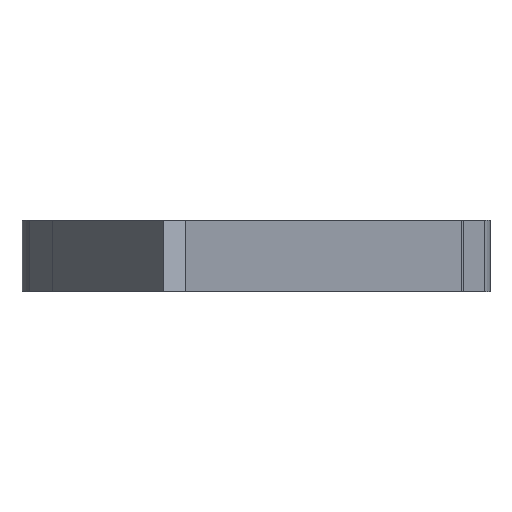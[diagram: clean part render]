
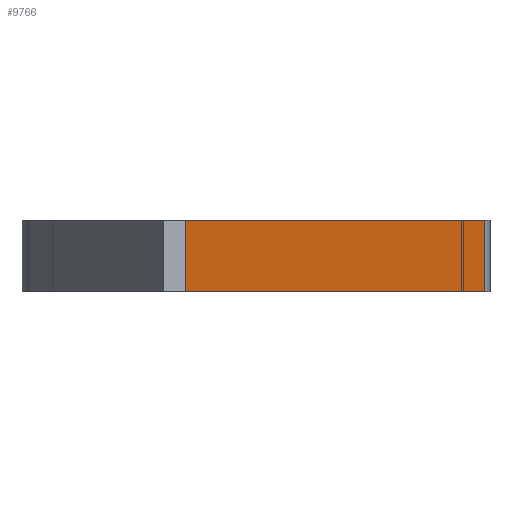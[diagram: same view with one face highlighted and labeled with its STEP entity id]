
A CAD part, left-side view. The second image highlights one B-rep face of the part: STEP entity #9766.
In plain terms, the highlighted planar face has unit normal (-0.535, -0.845, 0).
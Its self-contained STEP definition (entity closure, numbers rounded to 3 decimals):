
#90 = CARTESIAN_POINT ( 'NONE',  ( -1597.324, 45.723, 8. ) ) ;
#258 = VECTOR ( 'NONE', #14582, 1000. ) ;
#821 = PLANE ( 'NONE',  #15444 ) ;
#834 = VERTEX_POINT ( 'NONE', #14070 ) ;
#1061 = EDGE_LOOP ( 'NONE', ( #9086, #1854, #2132, #2713 ) ) ;
#1360 = VECTOR ( 'NONE', #11638, 1000. ) ;
#1606 = EDGE_CURVE ( 'NONE', #7841, #834, #8549, .T. ) ;
#1854 = ORIENTED_EDGE ( 'NONE', *, *, #10565, .F. ) ;
#2132 = ORIENTED_EDGE ( 'NONE', *, *, #1606, .F. ) ;
#2646 = CARTESIAN_POINT ( 'NONE',  ( -1597.324, 45.723, 8. ) ) ;
#2713 = ORIENTED_EDGE ( 'NONE', *, *, #14236, .T. ) ;
#3453 = LINE ( 'NONE', #13405, #258 ) ;
#4547 = CARTESIAN_POINT ( 'NONE',  ( -1597.324, 45.723, 8. ) ) ;
#5126 = VERTEX_POINT ( 'NONE', #7823 ) ;
#6023 = VERTEX_POINT ( 'NONE', #7431 ) ;
#6924 = FACE_OUTER_BOUND ( 'NONE', #1061, .T. ) ;
#7003 = DIRECTION ( 'NONE',  ( 0., 0., -1. ) ) ;
#7431 = CARTESIAN_POINT ( 'NONE',  ( -1444.282, -51.257, -8. ) ) ;
#7823 = CARTESIAN_POINT ( 'NONE',  ( -1597.324, 45.723, -8. ) ) ;
#7841 = VERTEX_POINT ( 'NONE', #90 ) ;
#8222 = VECTOR ( 'NONE', #7003, 1000. ) ;
#8549 = LINE ( 'NONE', #2646, #1360 ) ;
#8725 = VECTOR ( 'NONE', #9178, 1000. ) ;
#9086 = ORIENTED_EDGE ( 'NONE', *, *, #10636, .T. ) ;
#9128 = CARTESIAN_POINT ( 'NONE',  ( -1597.324, 45.723, 8. ) ) ;
#9178 = DIRECTION ( 'NONE',  ( 0., 0., -1. ) ) ;
#9766 = ADVANCED_FACE ( 'NONE', ( #6924 ), #821, .F. ) ;
#10565 = EDGE_CURVE ( 'NONE', #834, #6023, #12800, .T. ) ;
#10619 = LINE ( 'NONE', #9128, #8725 ) ;
#10636 = EDGE_CURVE ( 'NONE', #5126, #6023, #3453, .T. ) ;
#11638 = DIRECTION ( 'NONE',  ( 0.845, -0.535, 0. ) ) ;
#11795 = DIRECTION ( 'NONE',  ( 0.535, 0.845, 0. ) ) ;
#12800 = LINE ( 'NONE', #13085, #8222 ) ;
#13085 = CARTESIAN_POINT ( 'NONE',  ( -1444.282, -51.257, 8. ) ) ;
#13405 = CARTESIAN_POINT ( 'NONE',  ( -1597.324, 45.723, -8. ) ) ;
#14070 = CARTESIAN_POINT ( 'NONE',  ( -1444.282, -51.257, 8. ) ) ;
#14236 = EDGE_CURVE ( 'NONE', #7841, #5126, #10619, .T. ) ;
#14582 = DIRECTION ( 'NONE',  ( 0.845, -0.535, 0. ) ) ;
#15444 = AXIS2_PLACEMENT_3D ( 'NONE', #4547, #11795, #15523 ) ;
#15523 = DIRECTION ( 'NONE',  ( -0.845, 0.535, 0. ) ) ;
